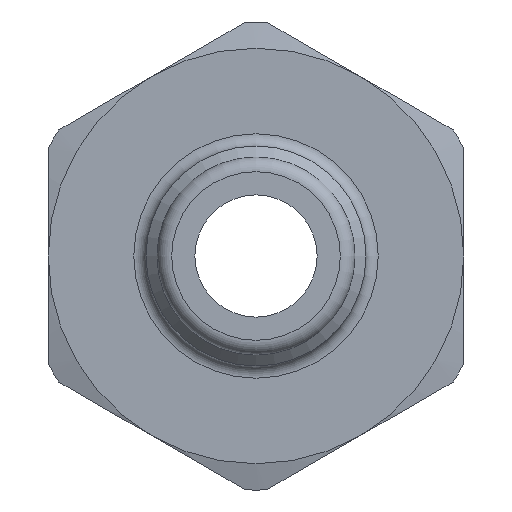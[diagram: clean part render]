
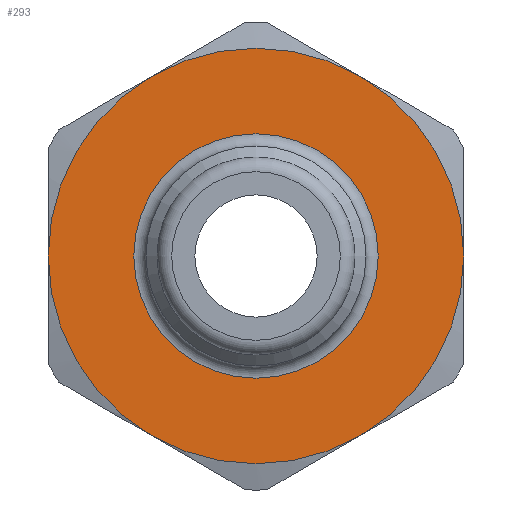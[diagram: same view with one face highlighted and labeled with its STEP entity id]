
A CAD part, left-side view. The second image highlights one B-rep face of the part: STEP entity #293.
In plain terms, the highlighted planar face has unit normal (-1, 0, 0).
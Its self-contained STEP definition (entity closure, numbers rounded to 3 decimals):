
#197=CARTESIAN_POINT('',(14.1,5.0,0.));
#198=VERTEX_POINT('',#197);
#199=CARTESIAN_POINT('',(14.1,0.0,0.0));
#200=DIRECTION('',(-1.0,0.0,0.0));
#201=DIRECTION('',(0.0,-1.0,0.0));
#202=AXIS2_PLACEMENT_3D('',#199,#200,#201);
#203=CIRCLE('',#202,5.0);
#204=EDGE_CURVE('',#198,#198,#203,.T.);
#229=CARTESIAN_POINT('',(14.1,6.5,0.0));
#230=DIRECTION('',(-1.0,0.0,0.0));
#231=DIRECTION('',(0.0,0.0,1.0));
#232=AXIS2_PLACEMENT_3D('',#229,#230,#231);
#233=PLANE('',#232);
#234=CARTESIAN_POINT('',(14.1,8.5,0.0));
#235=VERTEX_POINT('',#234);
#236=CARTESIAN_POINT('',(14.1,4.25,7.361));
#237=VERTEX_POINT('',#236);
#238=CARTESIAN_POINT('',(14.1,0.0,0.0));
#239=DIRECTION('',(1.0,0.0,0.0));
#240=DIRECTION('',(0.0,1.0,0.0));
#241=AXIS2_PLACEMENT_3D('',#238,#239,#240);
#242=CIRCLE('',#241,8.5);
#243=EDGE_CURVE('',#235,#237,#242,.T.);
#244=ORIENTED_EDGE('',*,*,#243,.F.);
#245=CARTESIAN_POINT('',(14.1,4.25,-7.361));
#246=VERTEX_POINT('',#245);
#247=CARTESIAN_POINT('',(14.1,0.0,0.0));
#248=DIRECTION('',(1.0,0.0,0.0));
#249=DIRECTION('',(0.0,1.0,0.0));
#250=AXIS2_PLACEMENT_3D('',#247,#248,#249);
#251=CIRCLE('',#250,8.5);
#252=EDGE_CURVE('',#246,#235,#251,.T.);
#253=ORIENTED_EDGE('',*,*,#252,.F.);
#254=CARTESIAN_POINT('',(14.1,-4.25,-7.361));
#255=VERTEX_POINT('',#254);
#256=CARTESIAN_POINT('',(14.1,0.0,0.0));
#257=DIRECTION('',(1.0,0.0,0.0));
#258=DIRECTION('',(0.0,1.0,0.0));
#259=AXIS2_PLACEMENT_3D('',#256,#257,#258);
#260=CIRCLE('',#259,8.5);
#261=EDGE_CURVE('',#255,#246,#260,.T.);
#262=ORIENTED_EDGE('',*,*,#261,.F.);
#263=CARTESIAN_POINT('',(14.1,-8.5,0.));
#264=VERTEX_POINT('',#263);
#265=CARTESIAN_POINT('',(14.1,0.0,0.0));
#266=DIRECTION('',(1.0,0.0,0.0));
#267=DIRECTION('',(0.0,1.0,0.0));
#268=AXIS2_PLACEMENT_3D('',#265,#266,#267);
#269=CIRCLE('',#268,8.5);
#270=EDGE_CURVE('',#264,#255,#269,.T.);
#271=ORIENTED_EDGE('',*,*,#270,.F.);
#272=CARTESIAN_POINT('',(14.1,-4.25,7.361));
#273=VERTEX_POINT('',#272);
#274=CARTESIAN_POINT('',(14.1,0.0,0.0));
#275=DIRECTION('',(1.0,0.0,0.0));
#276=DIRECTION('',(0.0,1.0,0.0));
#277=AXIS2_PLACEMENT_3D('',#274,#275,#276);
#278=CIRCLE('',#277,8.5);
#279=EDGE_CURVE('',#273,#264,#278,.T.);
#280=ORIENTED_EDGE('',*,*,#279,.F.);
#281=CARTESIAN_POINT('',(14.1,0.0,0.0));
#282=DIRECTION('',(1.0,0.0,0.0));
#283=DIRECTION('',(0.0,1.0,0.0));
#284=AXIS2_PLACEMENT_3D('',#281,#282,#283);
#285=CIRCLE('',#284,8.5);
#286=EDGE_CURVE('',#237,#273,#285,.T.);
#287=ORIENTED_EDGE('',*,*,#286,.F.);
#288=EDGE_LOOP('',(#244,#253,#262,#271,#280,#287));
#289=FACE_OUTER_BOUND('',#288,.T.);
#290=ORIENTED_EDGE('',*,*,#204,.F.);
#291=EDGE_LOOP('',(#290));
#292=FACE_BOUND('',#291,.T.);
#293=ADVANCED_FACE('',(#289,#292),#233,.T.);
